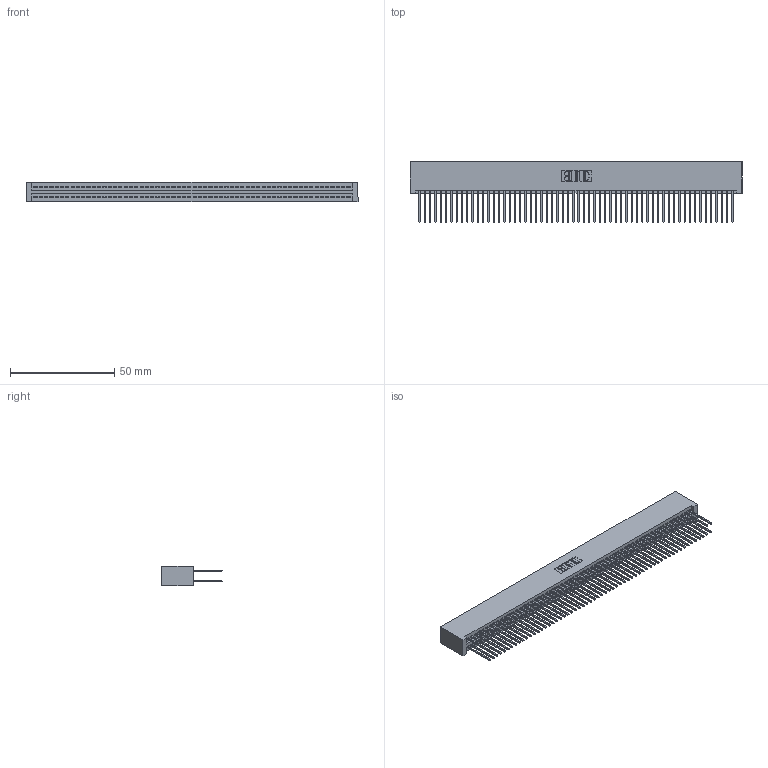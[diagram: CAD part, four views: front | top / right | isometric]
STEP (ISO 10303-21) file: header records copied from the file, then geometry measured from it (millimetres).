
FILE_DESCRIPTION (( 'STEP AP203' ), '1' );
FILE_NAME ('845-120-540-201.STEP', '2018-11-21T03:03:15', ( '' ), ( '' ), 'SwSTEP 2.0', 'SolidWorks 2016', '' );
FILE_SCHEMA (( 'CONFIG_CONTROL_DESIGN' ));
Length unit declared in the file: inch
Products named in the file (3): 845 Part_No Mounting Lugs; 345-292-001_345-293-140; 845-120-540-201
Assembly tree (121 placements, depth 2):
  845-120-540-201
    845 Part_No Mounting Lugs
    345-292-001_345-293-140  x120
Bounding box: 159 x 29.13 x 9.4 mm (x, y, z)
Volume: 16683.7 mm3; surface area: 27423.8 mm2
Topology: 121 solids, 121 shells, 6118 faces, 18197 edges, 11970 vertices
Faces by surface type: plane 4036, cylinder 2082
Entity records: 44395 total; most frequent: CARTESIAN_POINT 7424, ORIENTED_EDGE 7358, DIRECTION 6519, EDGE_CURVE 3679, LINE 3315, VECTOR 3315, VERTEX_POINT 2450, AXIS2_PLACEMENT_3D 1602
